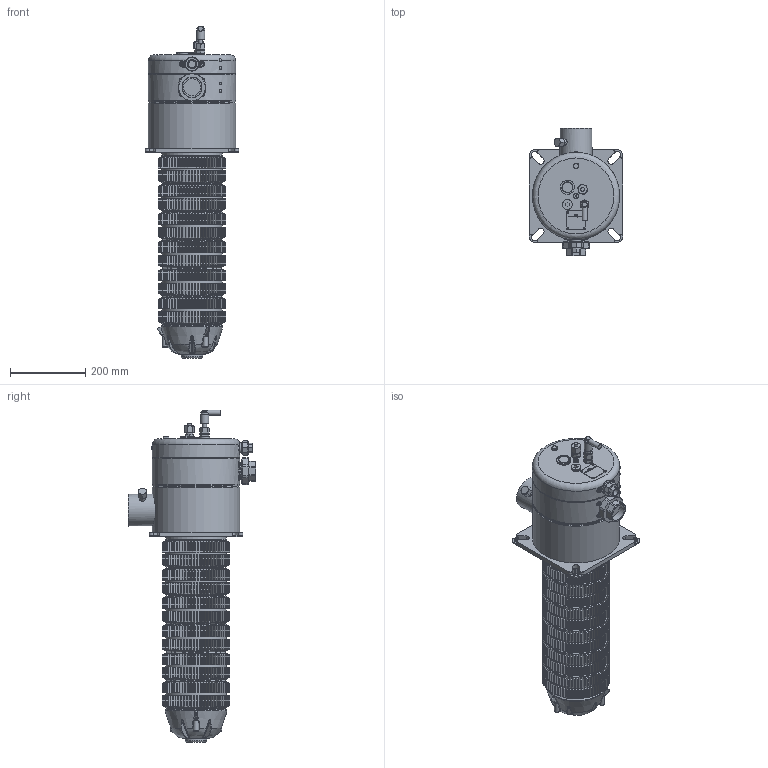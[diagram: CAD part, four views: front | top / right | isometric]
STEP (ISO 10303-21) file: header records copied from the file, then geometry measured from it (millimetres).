
FILE_DESCRIPTION(/* description */ (''),/* implementation_level */ '2;1');
FILE_NAME(/* name */ 'CAD00004942_Shrinkwrap_1.stp',/* time_stamp */ '2019-01-17T14:22:11+01:00',/* author */ ('s.wolff'),/* organization */ (''),/* preprocessor_version */ 'ST-DEVELOPER v17.2',/* originating_system */ 'Autodesk Inventor 2019',/* authorisation */ '');
FILE_SCHEMA (('AUTOMOTIVE_DESIGN { 1 0 10303 214 3 1 1 }'));
Products named in the file (1): CAD00004942_Shrinkwrap_1
Bounding box: 248 x 340.49 x 883.4 mm (x, y, z)
Volume: 22134838.7 mm3; surface area: 1226385.1 mm2
Topology: 3 solids, 3 shells, 6302 faces, 16101 edges, 10685 vertices
Faces by surface type: plane 4586, cone 992, bspline 378, cylinder 300, torus 38, sphere 8
Full cylindrical faces by diameter (mm): 0.5 x1, 4.5 x1, 5 x4, 9 x1, 10 x9, 11.4 x1, 13 x2, 13.4 x1, 14 x2, 15 x1, 15.6 x1, 16.6 x1, 17.6 x1, 18.631 x1, 21.5 x1, 21.8 x1, 22 x1, 25.9 x1, 26 x1, 28 x1, 29.5 x1, 30 x1, 35.9 x1, 38 x1, 40 x1, 44.5 x2, 44.845 x1, 48 x1, 50 x1, 58 x1
Entity records: 200813 total; most frequent: CARTESIAN_POINT 48750, ORIENTED_EDGE 32174, DIRECTION 27767, EDGE_CURVE 16087, VERTEX_POINT 10686, AXIS2_PLACEMENT_3D 9368, LINE 9031, VECTOR 9031
